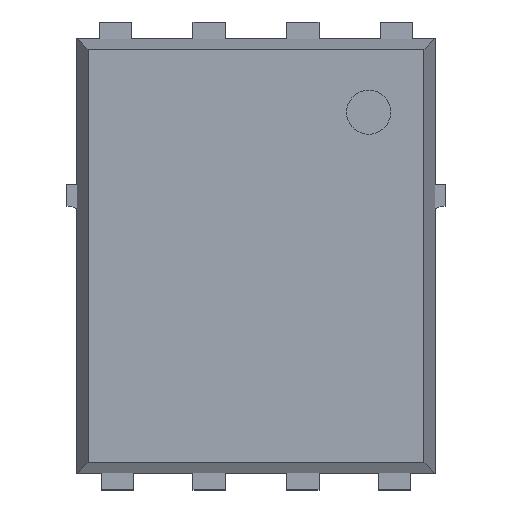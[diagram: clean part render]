
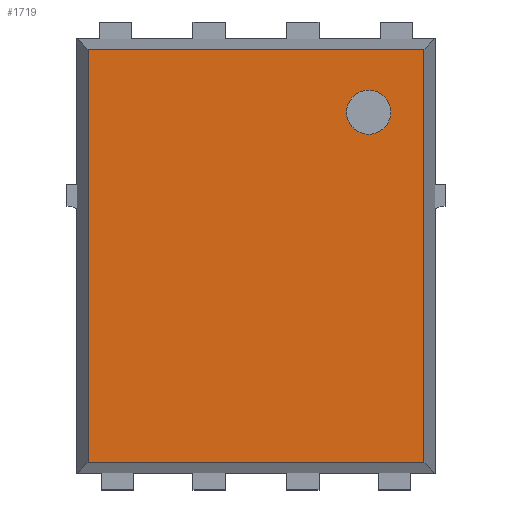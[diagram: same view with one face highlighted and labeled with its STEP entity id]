
A CAD part, top view. The second image highlights one B-rep face of the part: STEP entity #1719.
In plain terms, the highlighted planar face has unit normal (0, 0, 1).
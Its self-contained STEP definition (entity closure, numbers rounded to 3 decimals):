
#154 = CARTESIAN_POINT ( 'NONE',  ( 2.28, -2.302, 1.1 ) ) ;
#222 = VERTEX_POINT ( 'NONE', #154 ) ;
#279 = DIRECTION ( 'NONE',  ( 0., 0., -1. ) ) ;
#414 = VECTOR ( 'NONE', #2411, 1000. ) ;
#443 = ORIENTED_EDGE ( 'NONE', *, *, #3316, .F. ) ;
#644 = EDGE_CURVE ( 'NONE', #222, #737, #1229, .T. ) ;
#687 = EDGE_CURVE ( 'NONE', #1849, #222, #1949, .T. ) ;
#723 = CARTESIAN_POINT ( 'NONE',  ( 2.28, -2.55, 1.1 ) ) ;
#737 = VERTEX_POINT ( 'NONE', #2939 ) ;
#758 = CARTESIAN_POINT ( 'NONE',  ( -2.28, 3.302, 1.1 ) ) ;
#873 = CARTESIAN_POINT ( 'NONE',  ( 1.23, 2.45, 1.1 ) ) ;
#1024 = ORIENTED_EDGE ( 'NONE', *, *, #3272, .F. ) ;
#1028 = ORIENTED_EDGE ( 'NONE', *, *, #687, .F. ) ;
#1042 = CIRCLE ( 'NONE', #1185, 0.3 ) ;
#1079 = EDGE_CURVE ( 'NONE', #1955, #1943, #2697, .T. ) ;
#1185 = AXIS2_PLACEMENT_3D ( 'NONE', #3195, #1603, #3473 ) ;
#1229 = LINE ( 'NONE', #3382, #3271 ) ;
#1295 = FACE_BOUND ( 'NONE', #2757, .T. ) ;
#1304 = DIRECTION ( 'NONE',  ( -1., 0., 0. ) ) ;
#1349 = AXIS2_PLACEMENT_3D ( 'NONE', #3186, #1590, #3460 ) ;
#1590 = DIRECTION ( 'NONE',  ( 0., 0., 1. ) ) ;
#1603 = DIRECTION ( 'NONE',  ( 0., 0., -1. ) ) ;
#1719 = ADVANCED_FACE ( 'NONE', ( #2712, #1295 ), #3171, .T. ) ;
#1749 = EDGE_CURVE ( 'NONE', #1943, #1955, #1042, .T. ) ;
#1776 = ORIENTED_EDGE ( 'NONE', *, *, #1749, .T. ) ;
#1799 = LINE ( 'NONE', #2996, #3190 ) ;
#1849 = VERTEX_POINT ( 'NONE', #2424 ) ;
#1905 = CARTESIAN_POINT ( 'NONE',  ( 1.53, 2.45, 1.1 ) ) ;
#1943 = VERTEX_POINT ( 'NONE', #2732 ) ;
#1949 = LINE ( 'NONE', #723, #414 ) ;
#1955 = VERTEX_POINT ( 'NONE', #873 ) ;
#2150 = LINE ( 'NONE', #2231, #3254 ) ;
#2155 = DIRECTION ( 'NONE',  ( -1., 0., 0. ) ) ;
#2231 = CARTESIAN_POINT ( 'NONE',  ( 2.675, 3.302, 1.1 ) ) ;
#2321 = VERTEX_POINT ( 'NONE', #758 ) ;
#2345 = ORIENTED_EDGE ( 'NONE', *, *, #1079, .T. ) ;
#2411 = DIRECTION ( 'NONE',  ( 0., -1., 0. ) ) ;
#2424 = CARTESIAN_POINT ( 'NONE',  ( 2.28, 3.302, 1.1 ) ) ;
#2695 = EDGE_LOOP ( 'NONE', ( #443, #1024, #3054, #1028 ) ) ;
#2697 = CIRCLE ( 'NONE', #2808, 0.3 ) ;
#2712 = FACE_OUTER_BOUND ( 'NONE', #2695, .T. ) ;
#2732 = CARTESIAN_POINT ( 'NONE',  ( 1.83, 2.45, 1.1 ) ) ;
#2757 = EDGE_LOOP ( 'NONE', ( #2345, #1776 ) ) ;
#2759 = DIRECTION ( 'NONE',  ( 1., 0., 0. ) ) ;
#2808 = AXIS2_PLACEMENT_3D ( 'NONE', #1905, #279, #2155 ) ;
#2939 = CARTESIAN_POINT ( 'NONE',  ( -2.28, -2.302, 1.1 ) ) ;
#2996 = CARTESIAN_POINT ( 'NONE',  ( -2.28, 3.55, 1.1 ) ) ;
#3054 = ORIENTED_EDGE ( 'NONE', *, *, #644, .F. ) ;
#3171 = PLANE ( 'NONE',  #1349 ) ;
#3186 = CARTESIAN_POINT ( 'NONE',  ( -2.675, 3.55, 1.1 ) ) ;
#3190 = VECTOR ( 'NONE', #3255, 1000. ) ;
#3195 = CARTESIAN_POINT ( 'NONE',  ( 1.53, 2.45, 1.1 ) ) ;
#3254 = VECTOR ( 'NONE', #2759, 1000. ) ;
#3255 = DIRECTION ( 'NONE',  ( 0., 1., 0. ) ) ;
#3271 = VECTOR ( 'NONE', #1304, 1000. ) ;
#3272 = EDGE_CURVE ( 'NONE', #737, #2321, #1799, .T. ) ;
#3316 = EDGE_CURVE ( 'NONE', #2321, #1849, #2150, .T. ) ;
#3382 = CARTESIAN_POINT ( 'NONE',  ( -2.675, -2.302, 1.1 ) ) ;
#3460 = DIRECTION ( 'NONE',  ( 1., 0., 0. ) ) ;
#3473 = DIRECTION ( 'NONE',  ( -1., 0., 0. ) ) ;
